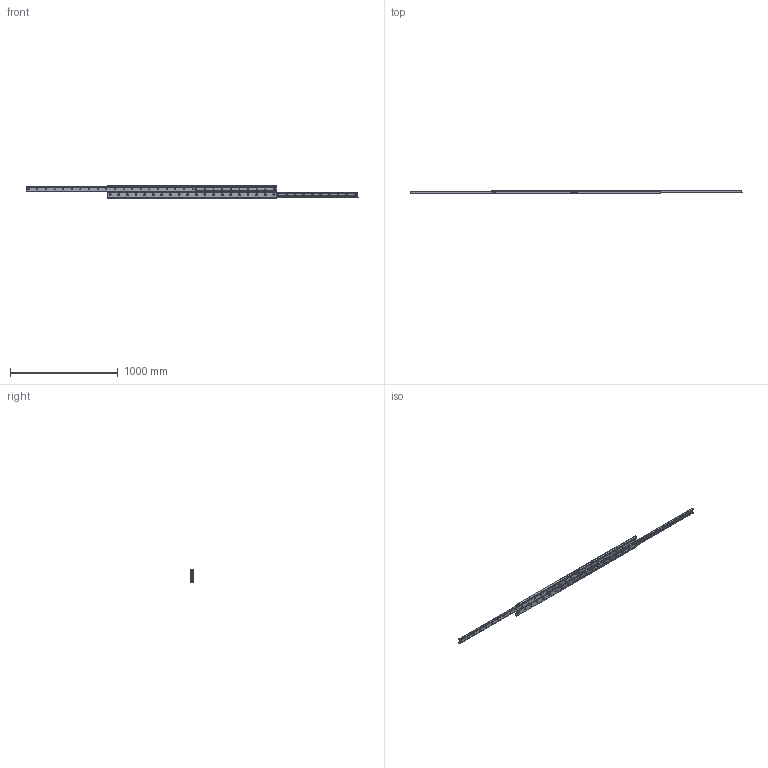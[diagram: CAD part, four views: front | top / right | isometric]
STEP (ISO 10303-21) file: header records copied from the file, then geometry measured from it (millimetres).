
FILE_DESCRIPTION((''),'2;1');
FILE_NAME('LCAS 43.D-1570.stp','2016-01-18T09:04:13',('MRathmann'),(''),'Autodesk Inventor 2012','Autodesk Inventor 2012','');
FILE_SCHEMA(('CONFIG_CONTROL_DESIGN'));
Length unit declared in the file: millimetre
Products named in the file (11): LCAS 43.D-1570.iam (Detailgenauigkeit1); ZP 43-1570.S; LCN 43-1570; LLMG 43-1570; KF.LCA 43-0805.GZ; + AP.L 43; # SP.L 43-6; + AG.L 43-6; + SP.L 43; + AS.L 43; + VKB.L 43 6x13,5
Assembly tree (24 placements, depth 3):
  LCAS 43.D-1570.iam (Detailgenauigkeit1)
    ZP 43-1570.S
    LCN 43-1570  x2
    LLMG 43-1570  x2
    KF.LCA 43-0805.GZ  x2
    + AP.L 43  x4
    # SP.L 43-6  x2
      + AG.L 43-6
      + SP.L 43
    + AS.L 43  x4
    + VKB.L 43 6x13,5  x4
Bounding box: 3080 x 28 x 117 mm (x, y, z)
Volume: 3133880.9 mm3; surface area: 1493088.2 mm2
Topology: 25 solids, 25 shells, 744 faces, 1918 edges, 1224 vertices
Faces by surface type: plane 322, cylinder 288, cone 134
Full cylindrical faces by diameter (mm): 1 x6, 3.242 x4, 4.2 x4, 4.5 x6, 4.9 x4, 5 x20, 5.5 x2, 5.8 x4, 6 x12, 6.647 x40, 7 x4, 8.5 x40, 10.4 x40
Entity records: 12214 total; most frequent: CARTESIAN_POINT 2152, DIRECTION 2100, ORIENTED_EDGE 1642, AXIS2_PLACEMENT_3D 857, EDGE_LOOP 828, EDGE_CURVE 821, VERTEX_POINT 639, FACE_BOUND 430
